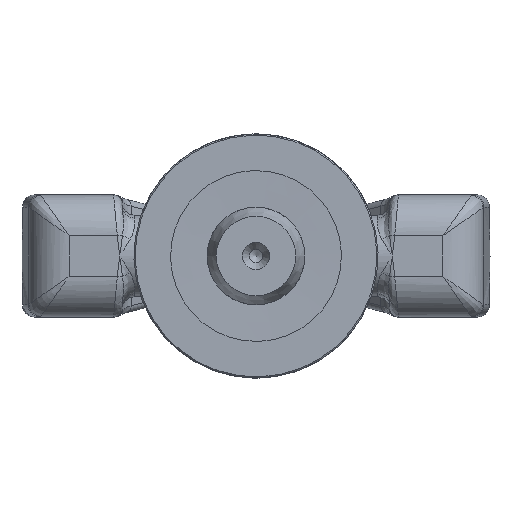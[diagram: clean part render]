
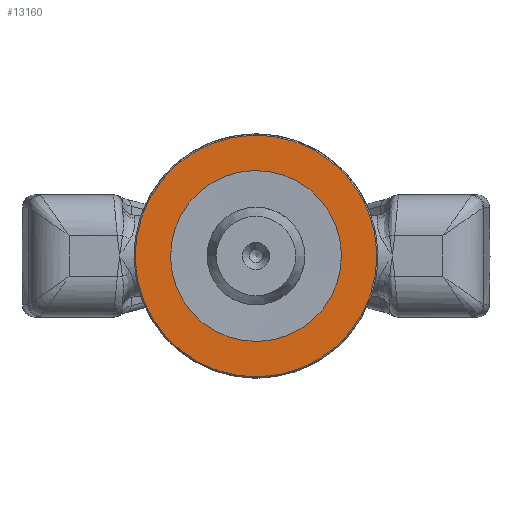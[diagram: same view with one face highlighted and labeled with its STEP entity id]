
A CAD part, front view. The second image highlights one B-rep face of the part: STEP entity #13160.
In plain terms, the highlighted face is planar.
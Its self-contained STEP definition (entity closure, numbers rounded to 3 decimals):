
#128=FACE_BOUND('',#3995,.T.);
#2493=PLANE('',#14135);
#3169=FACE_OUTER_BOUND('',#3994,.T.);
#3994=EDGE_LOOP('',(#11173));
#3995=EDGE_LOOP('',(#11174));
#4539=CIRCLE('',#14132,29.7);
#4541=CIRCLE('',#14136,21.);
#6145=VERTEX_POINT('',#40559);
#6147=VERTEX_POINT('',#40565);
#7907=EDGE_CURVE('',#6145,#6145,#4539,.T.);
#7909=EDGE_CURVE('',#6147,#6147,#4541,.T.);
#11173=ORIENTED_EDGE('',*,*,#7907,.F.);
#11174=ORIENTED_EDGE('',*,*,#7909,.F.);
#13160=ADVANCED_FACE('',(#3169,#128),#2493,.F.);
#14132=AXIS2_PLACEMENT_3D('',#40560,#16235,#16236);
#14135=AXIS2_PLACEMENT_3D('',#40564,#16241,#16242);
#14136=AXIS2_PLACEMENT_3D('',#40566,#16243,#16244);
#16235=DIRECTION('center_axis',(0.,0.,1.));
#16236=DIRECTION('ref_axis',(-1.,0.,0.));
#16241=DIRECTION('center_axis',(0.,0.,1.));
#16242=DIRECTION('ref_axis',(1.,0.,0.));
#16243=DIRECTION('center_axis',(0.,0.,-1.));
#16244=DIRECTION('ref_axis',(-1.,0.,0.));
#40559=CARTESIAN_POINT('',(29.7,0.,0.));
#40560=CARTESIAN_POINT('Origin',(0.,0.,0.));
#40564=CARTESIAN_POINT('Origin',(0.,0.,0.));
#40565=CARTESIAN_POINT('',(21.,0.,0.));
#40566=CARTESIAN_POINT('Origin',(0.,0.,0.));
